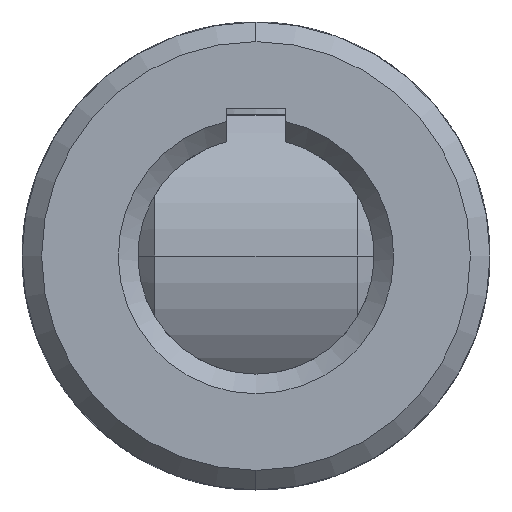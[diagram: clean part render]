
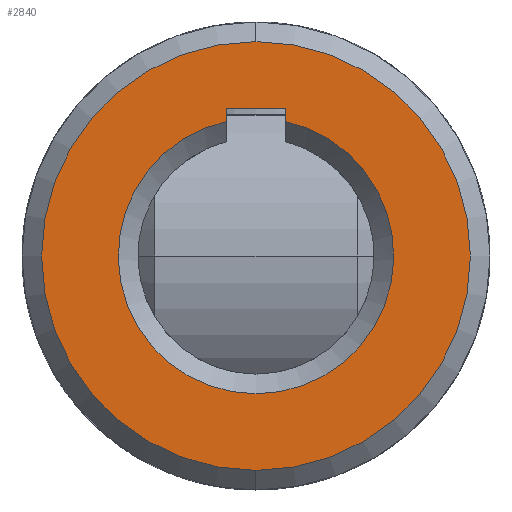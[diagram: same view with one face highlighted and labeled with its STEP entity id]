
A CAD part, left-side view. The second image highlights one B-rep face of the part: STEP entity #2840.
In plain terms, the highlighted planar face has unit normal (-1, 0, 0).
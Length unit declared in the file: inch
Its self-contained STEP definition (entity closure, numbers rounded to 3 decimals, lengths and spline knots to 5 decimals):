
#111 = DIRECTION ( 'NONE',  ( 1., 0., 0. ) ) ;
#125 = CIRCLE ( 'NONE', #5459, 0.34125 ) ;
#134 = DIRECTION ( 'NONE',  ( 0., 0., 1. ) ) ;
#151 = AXIS2_PLACEMENT_3D ( 'NONE', #6725, #4224, #407 ) ;
#370 = ORIENTED_EDGE ( 'NONE', *, *, #1112, .T. ) ;
#407 = DIRECTION ( 'NONE',  ( 0., 0., -1. ) ) ;
#427 = CARTESIAN_POINT ( 'NONE',  ( -1.34375, -0.0474, 0.21406 ) ) ;
#916 = AXIS2_PLACEMENT_3D ( 'NONE', #3916, #111, #4745 ) ;
#1013 = EDGE_CURVE ( 'NONE', #5844, #4054, #1999, .T. ) ;
#1021 = CARTESIAN_POINT ( 'NONE',  ( -1.34375, 0.0474, 0.21406 ) ) ;
#1112 = EDGE_CURVE ( 'NONE', #1571, #3777, #1493, .T. ) ;
#1113 = CARTESIAN_POINT ( 'NONE',  ( -1.34375, -0.0474, 0.23483 ) ) ;
#1486 = LINE ( 'NONE', #2352, #3189 ) ;
#1493 = CIRCLE ( 'NONE', #5602, 0.34125 ) ;
#1571 = VERTEX_POINT ( 'NONE', #7047 ) ;
#1844 = FACE_BOUND ( 'NONE', #3983, .T. ) ;
#1999 = CIRCLE ( 'NONE', #916, 0.21925 ) ;
#2073 = VERTEX_POINT ( 'NONE', #2323 ) ;
#2158 = FACE_OUTER_BOUND ( 'NONE', #5667, .T. ) ;
#2297 = LINE ( 'NONE', #4578, #7155 ) ;
#2323 = CARTESIAN_POINT ( 'NONE',  ( -1.34375, -0.0474, 0.23483 ) ) ;
#2352 = CARTESIAN_POINT ( 'NONE',  ( -1.34375, 0.0474, 0.23483 ) ) ;
#2463 = DIRECTION ( 'NONE',  ( -1., 0., 0. ) ) ;
#2840 = ADVANCED_FACE ( 'NONE', ( #2158, #1844 ), #6673, .F. ) ;
#3189 = VECTOR ( 'NONE', #3643, 39.37008 ) ;
#3239 = ORIENTED_EDGE ( 'NONE', *, *, #4849, .F. ) ;
#3337 = ORIENTED_EDGE ( 'NONE', *, *, #8170, .F. ) ;
#3643 = DIRECTION ( 'NONE',  ( 0., 0., -1. ) ) ;
#3777 = VERTEX_POINT ( 'NONE', #4246 ) ;
#3896 = VECTOR ( 'NONE', #7474, 39.37008 ) ;
#3916 = CARTESIAN_POINT ( 'NONE',  ( -1.34375, 0., 0. ) ) ;
#3983 = EDGE_LOOP ( 'NONE', ( #3337, #5078, #5740, #3239 ) ) ;
#4054 = VERTEX_POINT ( 'NONE', #1021 ) ;
#4224 = DIRECTION ( 'NONE',  ( 1., 0., 0. ) ) ;
#4246 = CARTESIAN_POINT ( 'NONE',  ( -1.34375, 0., 0.34125 ) ) ;
#4578 = CARTESIAN_POINT ( 'NONE',  ( -1.34375, -0.0474, 0.23483 ) ) ;
#4745 = DIRECTION ( 'NONE',  ( 0., 0., -1. ) ) ;
#4849 = EDGE_CURVE ( 'NONE', #2073, #7744, #5395, .T. ) ;
#4919 = EDGE_CURVE ( 'NONE', #3777, #1571, #125, .T. ) ;
#5078 = ORIENTED_EDGE ( 'NONE', *, *, #1013, .T. ) ;
#5395 = LINE ( 'NONE', #1113, #3896 ) ;
#5459 = AXIS2_PLACEMENT_3D ( 'NONE', #6278, #2463, #6907 ) ;
#5602 = AXIS2_PLACEMENT_3D ( 'NONE', #6424, #6400, #7014 ) ;
#5667 = EDGE_LOOP ( 'NONE', ( #370, #7672 ) ) ;
#5740 = ORIENTED_EDGE ( 'NONE', *, *, #5944, .F. ) ;
#5844 = VERTEX_POINT ( 'NONE', #427 ) ;
#5944 = EDGE_CURVE ( 'NONE', #7744, #4054, #1486, .T. ) ;
#6278 = CARTESIAN_POINT ( 'NONE',  ( -1.34375, 0., 0. ) ) ;
#6400 = DIRECTION ( 'NONE',  ( -1., 0., 0. ) ) ;
#6424 = CARTESIAN_POINT ( 'NONE',  ( -1.34375, 0., 0. ) ) ;
#6673 = PLANE ( 'NONE',  #151 ) ;
#6725 = CARTESIAN_POINT ( 'NONE',  ( -1.34375, 0., 0. ) ) ;
#6907 = DIRECTION ( 'NONE',  ( 0., 0., -1. ) ) ;
#7014 = DIRECTION ( 'NONE',  ( 0., 0., -1. ) ) ;
#7047 = CARTESIAN_POINT ( 'NONE',  ( -1.34375, 0., -0.34125 ) ) ;
#7155 = VECTOR ( 'NONE', #134, 39.37008 ) ;
#7474 = DIRECTION ( 'NONE',  ( 0., 1., 0. ) ) ;
#7672 = ORIENTED_EDGE ( 'NONE', *, *, #4919, .T. ) ;
#7744 = VERTEX_POINT ( 'NONE', #7980 ) ;
#7980 = CARTESIAN_POINT ( 'NONE',  ( -1.34375, 0.0474, 0.23483 ) ) ;
#8170 = EDGE_CURVE ( 'NONE', #5844, #2073, #2297, .T. ) ;
